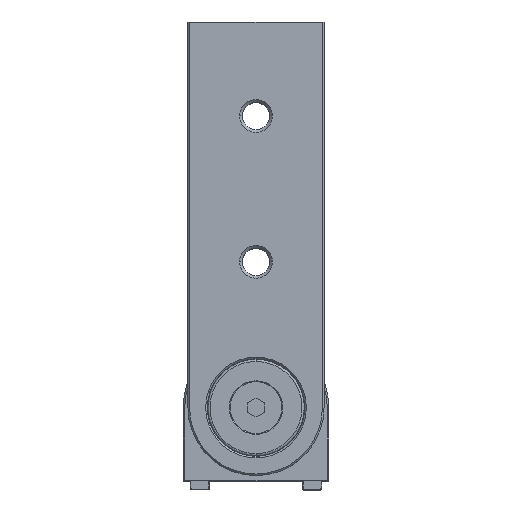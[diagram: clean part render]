
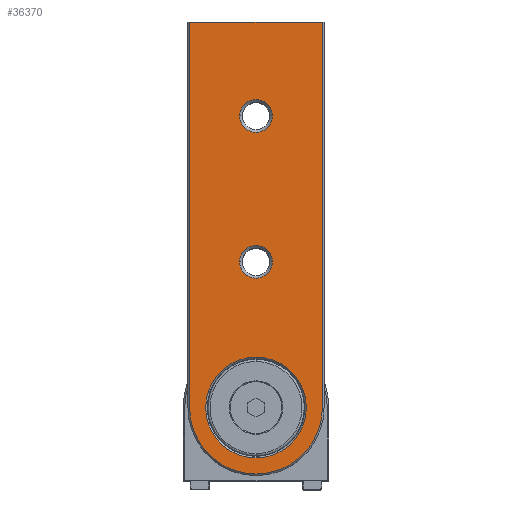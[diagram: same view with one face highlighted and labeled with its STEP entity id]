
A CAD part, top view. The second image highlights one B-rep face of the part: STEP entity #36370.
In plain terms, the highlighted planar face has unit normal (0, 0, 1).
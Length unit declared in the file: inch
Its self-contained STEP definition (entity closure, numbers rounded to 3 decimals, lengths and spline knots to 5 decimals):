
#61 = CARTESIAN_POINT ( 'NONE',  ( 0., 4.42913, 1.13386 ) ) ;
#204 = CARTESIAN_POINT ( 'NONE',  ( 0.80709, 0.88583, 1.13386 ) ) ;
#1015 = AXIS2_PLACEMENT_3D ( 'NONE', #61, #14076, #18469 ) ;
#1889 = CARTESIAN_POINT ( 'NONE',  ( -0.19882, 2.65748, 1.13386 ) ) ;
#2595 = ORIENTED_EDGE ( 'NONE', *, *, #48262, .T. ) ;
#2877 = CARTESIAN_POINT ( 'NONE',  ( 0., 0.88583, 1.13386 ) ) ;
#3212 = CARTESIAN_POINT ( 'NONE',  ( 0., 2.65748, 1.13386 ) ) ;
#4221 = EDGE_CURVE ( 'NONE', #19011, #10946, #36477, .T. ) ;
#5241 = CARTESIAN_POINT ( 'NONE',  ( 0.19882, 4.42913, 1.13386 ) ) ;
#5713 = CARTESIAN_POINT ( 'NONE',  ( -0.80709, 0.88583, 1.13386 ) ) ;
#5804 = CIRCLE ( 'NONE', #46494, 0.19882 ) ;
#5997 = DIRECTION ( 'NONE',  ( 1., 0., 0. ) ) ;
#6234 = AXIS2_PLACEMENT_3D ( 'NONE', #32032, #46500, #39375 ) ;
#7351 = ORIENTED_EDGE ( 'NONE', *, *, #13687, .T. ) ;
#7596 = EDGE_CURVE ( 'NONE', #37150, #22987, #21698, .T. ) ;
#7750 = CIRCLE ( 'NONE', #6234, 0.19882 ) ;
#8392 = CIRCLE ( 'NONE', #41264, 0.19882 ) ;
#8566 = ORIENTED_EDGE ( 'NONE', *, *, #7596, .T. ) ;
#9287 = EDGE_CURVE ( 'NONE', #36233, #22987, #24617, .T. ) ;
#9413 = EDGE_CURVE ( 'NONE', #12344, #12002, #24528, .T. ) ;
#10454 = ORIENTED_EDGE ( 'NONE', *, *, #19520, .T. ) ;
#10466 = EDGE_CURVE ( 'NONE', #16128, #39017, #5804, .T. ) ;
#10590 = EDGE_LOOP ( 'NONE', ( #43051, #19785 ) ) ;
#10745 = CARTESIAN_POINT ( 'NONE',  ( 0., 0.88583, 1.13386 ) ) ;
#10946 = VERTEX_POINT ( 'NONE', #32487 ) ;
#11965 = VECTOR ( 'NONE', #5997, 39.37008 ) ;
#12002 = VERTEX_POINT ( 'NONE', #20087 ) ;
#12344 = VERTEX_POINT ( 'NONE', #5241 ) ;
#12555 = CIRCLE ( 'NONE', #41487, 0.80709 ) ;
#12976 = CARTESIAN_POINT ( 'NONE',  ( -0.61175, 0.88583, 1.13386 ) ) ;
#13687 = EDGE_CURVE ( 'NONE', #39693, #37150, #12555, .T. ) ;
#13705 = EDGE_LOOP ( 'NONE', ( #18893, #43283, #7351, #8566 ) ) ;
#14076 = DIRECTION ( 'NONE',  ( 0., 0., -1. ) ) ;
#14179 = DIRECTION ( 'NONE',  ( -1., 0., 0. ) ) ;
#14390 = VECTOR ( 'NONE', #42900, 39.37008 ) ;
#14397 = DIRECTION ( 'NONE',  ( -1., 0., 0. ) ) ;
#14989 = LINE ( 'NONE', #34813, #14390 ) ;
#16128 = VERTEX_POINT ( 'NONE', #23201 ) ;
#17596 = FACE_BOUND ( 'NONE', #10590, .T. ) ;
#17948 = ORIENTED_EDGE ( 'NONE', *, *, #9413, .T. ) ;
#18074 = CARTESIAN_POINT ( 'NONE',  ( 0., 2.65748, 1.13386 ) ) ;
#18469 = DIRECTION ( 'NONE',  ( -1., 0., 0. ) ) ;
#18658 = DIRECTION ( 'NONE',  ( -1., 0., 0. ) ) ;
#18893 = ORIENTED_EDGE ( 'NONE', *, *, #9287, .F. ) ;
#19011 = VERTEX_POINT ( 'NONE', #12976 ) ;
#19035 = EDGE_CURVE ( 'NONE', #10946, #19011, #36713, .T. ) ;
#19520 = EDGE_CURVE ( 'NONE', #12002, #12344, #7750, .T. ) ;
#19785 = ORIENTED_EDGE ( 'NONE', *, *, #19035, .T. ) ;
#20087 = CARTESIAN_POINT ( 'NONE',  ( -0.19882, 4.42913, 1.13386 ) ) ;
#21505 = FACE_BOUND ( 'NONE', #24557, .T. ) ;
#21606 = AXIS2_PLACEMENT_3D ( 'NONE', #10745, #47988, #29113 ) ;
#21698 = LINE ( 'NONE', #36656, #37029 ) ;
#22789 = DIRECTION ( 'NONE',  ( 0., 0., 1. ) ) ;
#22987 = VERTEX_POINT ( 'NONE', #44301 ) ;
#23201 = CARTESIAN_POINT ( 'NONE',  ( 0.19882, 2.65748, 1.13386 ) ) ;
#24528 = CIRCLE ( 'NONE', #1015, 0.19882 ) ;
#24557 = EDGE_LOOP ( 'NONE', ( #10454, #17948 ) ) ;
#24617 = LINE ( 'NONE', #39556, #11965 ) ;
#26002 = CARTESIAN_POINT ( 'NONE',  ( 0., 0.88583, 1.13386 ) ) ;
#27476 = DIRECTION ( 'NONE',  ( 0., 1., 0. ) ) ;
#29113 = DIRECTION ( 'NONE',  ( -1., 0., 0. ) ) ;
#29827 = CARTESIAN_POINT ( 'NONE',  ( 0., 0.88583, 1.13386 ) ) ;
#30694 = ORIENTED_EDGE ( 'NONE', *, *, #10466, .T. ) ;
#31019 = AXIS2_PLACEMENT_3D ( 'NONE', #2877, #32536, #44287 ) ;
#32016 = AXIS2_PLACEMENT_3D ( 'NONE', #29827, #37663, #14179 ) ;
#32032 = CARTESIAN_POINT ( 'NONE',  ( 0., 4.42913, 1.13386 ) ) ;
#32487 = CARTESIAN_POINT ( 'NONE',  ( 0.61175, 0.88583, 1.13386 ) ) ;
#32536 = DIRECTION ( 'NONE',  ( 0., 0., 1. ) ) ;
#32913 = EDGE_CURVE ( 'NONE', #36233, #39693, #14989, .T. ) ;
#33001 = DIRECTION ( 'NONE',  ( 0., 0., -1. ) ) ;
#33543 = CARTESIAN_POINT ( 'NONE',  ( -0.80709, 5.57087, 1.13386 ) ) ;
#34813 = CARTESIAN_POINT ( 'NONE',  ( -0.80709, 0.88583, 1.13386 ) ) ;
#36233 = VERTEX_POINT ( 'NONE', #33543 ) ;
#36370 = ADVANCED_FACE ( 'NONE', ( #40120, #47007, #21505, #17596 ), #43792, .T. ) ;
#36477 = CIRCLE ( 'NONE', #21606, 0.61175 ) ;
#36656 = CARTESIAN_POINT ( 'NONE',  ( 0.80709, 0.88583, 1.13386 ) ) ;
#36713 = CIRCLE ( 'NONE', #32016, 0.61175 ) ;
#37029 = VECTOR ( 'NONE', #27476, 39.37008 ) ;
#37150 = VERTEX_POINT ( 'NONE', #204 ) ;
#37663 = DIRECTION ( 'NONE',  ( 0., 0., -1. ) ) ;
#38524 = EDGE_LOOP ( 'NONE', ( #2595, #30694 ) ) ;
#39017 = VERTEX_POINT ( 'NONE', #1889 ) ;
#39375 = DIRECTION ( 'NONE',  ( -1., 0., 0. ) ) ;
#39556 = CARTESIAN_POINT ( 'NONE',  ( 0.82677, 5.57087, 1.13386 ) ) ;
#39693 = VERTEX_POINT ( 'NONE', #5713 ) ;
#40120 = FACE_OUTER_BOUND ( 'NONE', #13705, .T. ) ;
#40932 = DIRECTION ( 'NONE',  ( 1., 0., 0. ) ) ;
#41264 = AXIS2_PLACEMENT_3D ( 'NONE', #18074, #33001, #14397 ) ;
#41487 = AXIS2_PLACEMENT_3D ( 'NONE', #26002, #22789, #40932 ) ;
#42900 = DIRECTION ( 'NONE',  ( 0., -1., 0. ) ) ;
#43051 = ORIENTED_EDGE ( 'NONE', *, *, #4221, .T. ) ;
#43283 = ORIENTED_EDGE ( 'NONE', *, *, #32913, .T. ) ;
#43792 = PLANE ( 'NONE',  #31019 ) ;
#44287 = DIRECTION ( 'NONE',  ( -1., 0., 0. ) ) ;
#44301 = CARTESIAN_POINT ( 'NONE',  ( 0.80709, 5.57087, 1.13386 ) ) ;
#44623 = DIRECTION ( 'NONE',  ( 0., 0., -1. ) ) ;
#46494 = AXIS2_PLACEMENT_3D ( 'NONE', #3212, #44623, #18658 ) ;
#46500 = DIRECTION ( 'NONE',  ( 0., 0., -1. ) ) ;
#47007 = FACE_BOUND ( 'NONE', #38524, .T. ) ;
#47988 = DIRECTION ( 'NONE',  ( 0., 0., -1. ) ) ;
#48262 = EDGE_CURVE ( 'NONE', #39017, #16128, #8392, .T. ) ;
